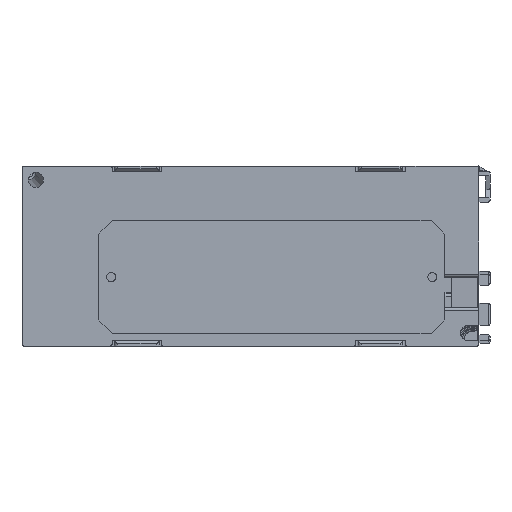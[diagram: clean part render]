
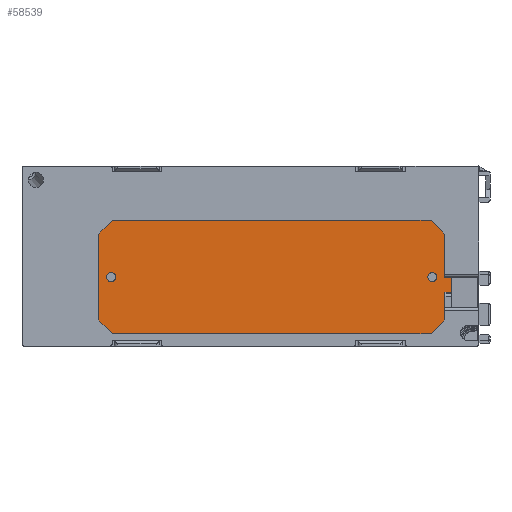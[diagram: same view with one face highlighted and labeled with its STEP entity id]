
A CAD part, front view. The second image highlights one B-rep face of the part: STEP entity #58539.
In plain terms, the highlighted planar face has unit normal (0, -1, 0).
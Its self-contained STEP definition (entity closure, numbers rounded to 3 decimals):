
#6930=DIRECTION('',(-0.707,0.,0.707));
#6931=VECTOR('',#6930,7.071);
#6932=CARTESIAN_POINT('',(-49.8,8.5,-43.));
#6933=LINE('',#6932,#6931);
#6934=DIRECTION('',(0.,0.,1.));
#6935=VECTOR('',#6934,6.2);
#6936=CARTESIAN_POINT('',(-54.8,8.5,-38.));
#6937=LINE('',#6936,#6935);
#6938=DIRECTION('',(0.,0.,1.));
#6939=VECTOR('',#6938,20.8);
#6940=CARTESIAN_POINT('',(-57.3,8.5,-31.8));
#6941=LINE('',#6940,#6939);
#6942=DIRECTION('',(0.,0.,1.));
#6943=VECTOR('',#6942,4.);
#6944=CARTESIAN_POINT('',(-54.8,8.5,-11.));
#6945=LINE('',#6944,#6943);
#6946=DIRECTION('',(0.707,0.,0.707));
#6947=VECTOR('',#6946,7.071);
#6948=CARTESIAN_POINT('',(-54.8,8.5,-7.));
#6949=LINE('',#6948,#6947);
#6950=DIRECTION('',(1.,0.,0.));
#6951=VECTOR('',#6950,115.);
#6952=CARTESIAN_POINT('',(-49.8,8.5,-2.));
#6953=LINE('',#6952,#6951);
#6954=DIRECTION('',(0.707,0.,-0.707));
#6955=VECTOR('',#6954,7.071);
#6956=CARTESIAN_POINT('',(65.2,8.5,-2.));
#6957=LINE('',#6956,#6955);
#6958=DIRECTION('',(0.,0.,-1.));
#6959=VECTOR('',#6958,4.);
#6960=CARTESIAN_POINT('',(70.2,8.5,-7.));
#6961=LINE('',#6960,#6959);
#6962=DIRECTION('',(0.,0.,-1.));
#6963=VECTOR('',#6962,17.);
#6964=CARTESIAN_POINT('',(72.7,8.5,-11.));
#6965=LINE('',#6964,#6963);
#6966=DIRECTION('',(0.,0.,-1.));
#6967=VECTOR('',#6966,10.);
#6968=CARTESIAN_POINT('',(70.2,8.5,-28.));
#6969=LINE('',#6968,#6967);
#6970=DIRECTION('',(-0.707,0.,-0.707));
#6971=VECTOR('',#6970,7.071);
#6972=CARTESIAN_POINT('',(70.2,8.5,-38.));
#6973=LINE('',#6972,#6971);
#6974=DIRECTION('',(-1.,0.,0.));
#6975=VECTOR('',#6974,115.);
#6976=CARTESIAN_POINT('',(65.2,8.5,-43.));
#6977=LINE('',#6976,#6975);
#6978=CARTESIAN_POINT('',(65.7,8.5,-22.5));
#6979=DIRECTION('',(0.,-1.,0.));
#6980=DIRECTION('',(-1.,0.,0.));
#6981=AXIS2_PLACEMENT_3D('',#6978,#6979,#6980);
#6983=CARTESIAN_POINT('',(65.7,8.5,-22.5));
#6984=DIRECTION('',(0.,-1.,0.));
#6985=DIRECTION('',(1.,0.,0.));
#6986=AXIS2_PLACEMENT_3D('',#6983,#6984,#6985);
#6988=CARTESIAN_POINT('',(-50.3,8.5,-22.5));
#6989=DIRECTION('',(0.,-1.,0.));
#6990=DIRECTION('',(-1.,0.,0.));
#6991=AXIS2_PLACEMENT_3D('',#6988,#6989,#6990);
#6993=CARTESIAN_POINT('',(-50.3,8.5,-22.5));
#6994=DIRECTION('',(0.,-1.,0.));
#6995=DIRECTION('',(1.,0.,0.));
#6996=AXIS2_PLACEMENT_3D('',#6993,#6994,#6995);
#7045=DIRECTION('',(1.,0.,0.));
#7046=VECTOR('',#7045,2.5);
#7047=CARTESIAN_POINT('',(70.2,8.5,-28.));
#7048=LINE('',#7047,#7046);
#7099=DIRECTION('',(-1.,0.,0.));
#7100=VECTOR('',#7099,2.5);
#7101=CARTESIAN_POINT('',(72.7,8.5,-11.));
#7102=LINE('',#7101,#7100);
#7425=DIRECTION('',(-1.,0.,0.));
#7426=VECTOR('',#7425,2.5);
#7427=CARTESIAN_POINT('',(-54.8,8.5,-11.));
#7428=LINE('',#7427,#7426);
#7445=DIRECTION('',(1.,0.,0.));
#7446=VECTOR('',#7445,2.5);
#7447=CARTESIAN_POINT('',(-57.3,8.5,-31.8));
#7448=LINE('',#7447,#7446);
#41599=CARTESIAN_POINT('',(-57.3,8.5,-11.));
#41600=VERTEX_POINT('',#41599);
#41601=CARTESIAN_POINT('',(-57.3,8.5,-31.8));
#41602=VERTEX_POINT('',#41601);
#41713=CARTESIAN_POINT('',(-49.8,8.5,-2.));
#41714=VERTEX_POINT('',#41713);
#41715=CARTESIAN_POINT('',(65.2,8.5,-2.));
#41716=VERTEX_POINT('',#41715);
#41717=CARTESIAN_POINT('',(-54.8,8.5,-7.));
#41718=VERTEX_POINT('',#41717);
#41719=CARTESIAN_POINT('',(-49.8,8.5,-43.));
#41720=CARTESIAN_POINT('',(-54.8,8.5,-38.));
#41721=VERTEX_POINT('',#41719);
#41722=VERTEX_POINT('',#41720);
#41723=CARTESIAN_POINT('',(-54.8,8.5,-31.8));
#41724=VERTEX_POINT('',#41723);
#41725=CARTESIAN_POINT('',(-54.8,8.5,-11.));
#41726=VERTEX_POINT('',#41725);
#41727=CARTESIAN_POINT('',(70.2,8.5,-7.));
#41728=VERTEX_POINT('',#41727);
#41729=CARTESIAN_POINT('',(70.2,8.5,-11.));
#41730=VERTEX_POINT('',#41729);
#41731=CARTESIAN_POINT('',(72.7,8.5,-11.));
#41732=VERTEX_POINT('',#41731);
#41733=CARTESIAN_POINT('',(72.7,8.5,-28.));
#41734=VERTEX_POINT('',#41733);
#41735=CARTESIAN_POINT('',(70.2,8.5,-28.));
#41736=VERTEX_POINT('',#41735);
#41737=CARTESIAN_POINT('',(70.2,8.5,-38.));
#41738=VERTEX_POINT('',#41737);
#41739=CARTESIAN_POINT('',(65.2,8.5,-43.));
#41740=VERTEX_POINT('',#41739);
#41741=CARTESIAN_POINT('',(64.05,8.5,-22.5));
#41742=CARTESIAN_POINT('',(67.35,8.5,-22.5));
#41743=VERTEX_POINT('',#41741);
#41744=VERTEX_POINT('',#41742);
#41745=CARTESIAN_POINT('',(-51.95,8.5,-22.5));
#41746=CARTESIAN_POINT('',(-48.65,8.5,-22.5));
#41747=VERTEX_POINT('',#41745);
#41748=VERTEX_POINT('',#41746);
#58490=CARTESIAN_POINT('',(0.,8.5,0.));
#58491=DIRECTION('',(0.,-1.,0.));
#58492=DIRECTION('',(-1.,0.,0.));
#58493=AXIS2_PLACEMENT_3D('',#58490,#58491,#58492);
#58494=PLANE('',#58493);
#58496=ORIENTED_EDGE('',*,*,#58495,.T.);
#58498=ORIENTED_EDGE('',*,*,#58497,.T.);
#58500=ORIENTED_EDGE('',*,*,#58499,.F.);
#58502=ORIENTED_EDGE('',*,*,#58501,.T.);
#58504=ORIENTED_EDGE('',*,*,#58503,.F.);
#58506=ORIENTED_EDGE('',*,*,#58505,.T.);
#58507=ORIENTED_EDGE('',*,*,#58481,.T.);
#58508=ORIENTED_EDGE('',*,*,#58471,.T.);
#58510=ORIENTED_EDGE('',*,*,#58509,.T.);
#58512=ORIENTED_EDGE('',*,*,#58511,.T.);
#58514=ORIENTED_EDGE('',*,*,#58513,.F.);
#58516=ORIENTED_EDGE('',*,*,#58515,.T.);
#58518=ORIENTED_EDGE('',*,*,#58517,.F.);
#58520=ORIENTED_EDGE('',*,*,#58519,.T.);
#58522=ORIENTED_EDGE('',*,*,#58521,.T.);
#58524=ORIENTED_EDGE('',*,*,#58523,.T.);
#58525=EDGE_LOOP('',(#58496,#58498,#58500,#58502,#58504,#58506,#58507,#58508,
#58510,#58512,#58514,#58516,#58518,#58520,#58522,#58524));
#58526=FACE_OUTER_BOUND('',#58525,.F.);
#58528=ORIENTED_EDGE('',*,*,#58527,.T.);
#58530=ORIENTED_EDGE('',*,*,#58529,.T.);
#58531=EDGE_LOOP('',(#58528,#58530));
#58532=FACE_BOUND('',#58531,.F.);
#58534=ORIENTED_EDGE('',*,*,#58533,.T.);
#58536=ORIENTED_EDGE('',*,*,#58535,.T.);
#58537=EDGE_LOOP('',(#58534,#58536));
#58538=FACE_BOUND('',#58537,.F.);
#6982=CIRCLE('',#6981,1.65);
#6987=CIRCLE('',#6986,1.65);
#6992=CIRCLE('',#6991,1.65);
#6997=CIRCLE('',#6996,1.65);
#58471=EDGE_CURVE('',#41714,#41716,#6953,.T.);
#58481=EDGE_CURVE('',#41718,#41714,#6949,.T.);
#58495=EDGE_CURVE('',#41721,#41722,#6933,.T.);
#58497=EDGE_CURVE('',#41722,#41724,#6937,.T.);
#58499=EDGE_CURVE('',#41602,#41724,#7448,.T.);
#58501=EDGE_CURVE('',#41602,#41600,#6941,.T.);
#58503=EDGE_CURVE('',#41726,#41600,#7428,.T.);
#58505=EDGE_CURVE('',#41726,#41718,#6945,.T.);
#58509=EDGE_CURVE('',#41716,#41728,#6957,.T.);
#58511=EDGE_CURVE('',#41728,#41730,#6961,.T.);
#58513=EDGE_CURVE('',#41732,#41730,#7102,.T.);
#58515=EDGE_CURVE('',#41732,#41734,#6965,.T.);
#58517=EDGE_CURVE('',#41736,#41734,#7048,.T.);
#58519=EDGE_CURVE('',#41736,#41738,#6969,.T.);
#58521=EDGE_CURVE('',#41738,#41740,#6973,.T.);
#58523=EDGE_CURVE('',#41740,#41721,#6977,.T.);
#58527=EDGE_CURVE('',#41743,#41744,#6982,.T.);
#58529=EDGE_CURVE('',#41744,#41743,#6987,.T.);
#58533=EDGE_CURVE('',#41747,#41748,#6992,.T.);
#58535=EDGE_CURVE('',#41748,#41747,#6997,.T.);
#58539=ADVANCED_FACE('',(#58526,#58532,#58538),#58494,.T.);
